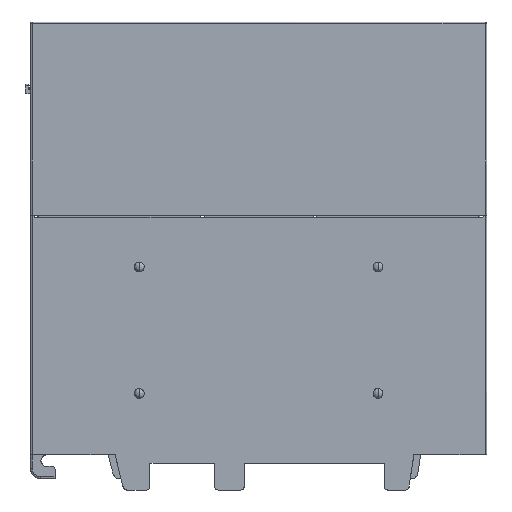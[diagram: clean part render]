
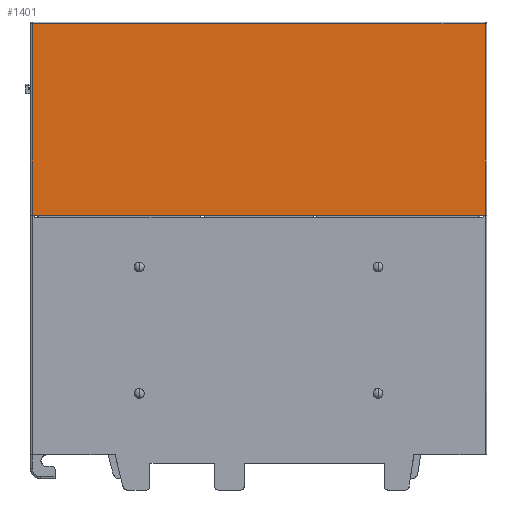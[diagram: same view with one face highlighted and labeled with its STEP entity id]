
A CAD part, left-side view. The second image highlights one B-rep face of the part: STEP entity #1401.
In plain terms, the highlighted planar face has unit normal (-1, 0, 0).
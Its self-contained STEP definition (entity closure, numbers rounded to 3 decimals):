
#1401=ADVANCED_FACE('',(#4249),#52171,.T.);
#4249=FACE_OUTER_BOUND('',#7268,.T.);
#7268=EDGE_LOOP('',(#16708,#16709,#16710,#16711));
#16708=ORIENTED_EDGE('',*,*,#31334,.F.);
#16709=ORIENTED_EDGE('',*,*,#31335,.F.);
#16710=ORIENTED_EDGE('',*,*,#31336,.T.);
#16711=ORIENTED_EDGE('',*,*,#31333,.F.);
#31333=EDGE_CURVE('',#48273,#47923,#39882,.T.);
#31334=EDGE_CURVE('',#48274,#48273,#39883,.T.);
#31335=EDGE_CURVE('',#47924,#48274,#39884,.T.);
#31336=EDGE_CURVE('',#47924,#47923,#39885,.T.);
#39882=B_SPLINE_CURVE_WITH_KNOTS('',1,(#82132,#82133),.UNSPECIFIED.,.F.,
 .F.,(2,2),(-54.5,0.),.UNSPECIFIED.);
#39883=B_SPLINE_CURVE_WITH_KNOTS('',1,(#82134,#82135),.UNSPECIFIED.,.F.,
 .F.,(2,2),(-129.,0.),.UNSPECIFIED.);
#39884=B_SPLINE_CURVE_WITH_KNOTS('',1,(#82136,#82137),.UNSPECIFIED.,.F.,
 .F.,(2,2),(-54.5,0.),.UNSPECIFIED.);
#39885=B_SPLINE_CURVE_WITH_KNOTS('',1,(#82138,#82139),.UNSPECIFIED.,.F.,
 .F.,(2,2),(0.,129.),.UNSPECIFIED.);
#47923=VERTEX_POINT('',#77794);
#47924=VERTEX_POINT('',#77795);
#48273=VERTEX_POINT('',#78144);
#48274=VERTEX_POINT('',#78145);
#52171=PLANE('',#55031);
#55031=AXIS2_PLACEMENT_3D('',#71509,#57228,$);
#57228=DIRECTION('',(-1.,0.,0.));
#71509=CARTESIAN_POINT('',(16.03,-108.017,-92.669));
#77794=CARTESIAN_POINT('',(16.03,-94.264,-86.366));
#77795=CARTESIAN_POINT('',(16.03,34.736,-86.366));
#78144=CARTESIAN_POINT('',(16.03,-94.264,-31.866));
#78145=CARTESIAN_POINT('',(16.03,34.736,-31.866));
#82132=CARTESIAN_POINT('',(16.03,-94.264,-31.866));
#82133=CARTESIAN_POINT('',(16.03,-94.264,-86.366));
#82134=CARTESIAN_POINT('',(16.03,34.736,-31.866));
#82135=CARTESIAN_POINT('',(16.03,-94.264,-31.866));
#82136=CARTESIAN_POINT('',(16.03,34.736,-86.366));
#82137=CARTESIAN_POINT('',(16.03,34.736,-31.866));
#82138=CARTESIAN_POINT('',(16.03,34.736,-86.366));
#82139=CARTESIAN_POINT('',(16.03,-94.264,-86.366));
